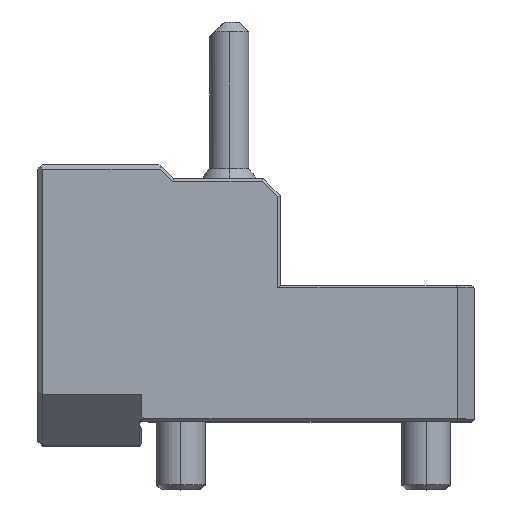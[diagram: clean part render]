
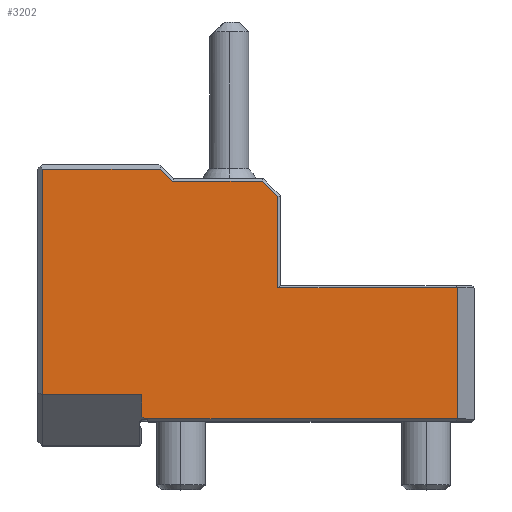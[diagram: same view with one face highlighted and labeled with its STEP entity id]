
A CAD part, top view. The second image highlights one B-rep face of the part: STEP entity #3202.
In plain terms, the highlighted planar face has unit normal (0, 0, 1).
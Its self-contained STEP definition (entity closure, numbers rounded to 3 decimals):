
#58=DIRECTION('',(0.706,-0.708,0.));
#59=VECTOR('',#58,0.706);
#60=CARTESIAN_POINT('',(-33.274,1.005,42.5));
#61=LINE('',#60,#59);
#62=DIRECTION('',(0.,1.,0.));
#63=VECTOR('',#62,4.495);
#64=CARTESIAN_POINT('',(-33.274,1.005,42.5));
#65=LINE('',#64,#63);
#66=DIRECTION('',(1.,0.,0.));
#67=VECTOR('',#66,20.5);
#68=CARTESIAN_POINT('',(-53.774,5.5,42.5));
#69=LINE('',#68,#67);
#70=DIRECTION('',(0.,-1.,0.));
#71=VECTOR('',#70,46.5);
#72=CARTESIAN_POINT('',(-53.774,52.,42.5));
#73=LINE('',#72,#71);
#74=DIRECTION('',(1.,0.,0.));
#75=VECTOR('',#74,24.293);
#76=CARTESIAN_POINT('',(-53.774,52.,42.5));
#77=LINE('',#76,#75);
#78=DIRECTION('',(-0.707,0.707,0.));
#79=VECTOR('',#78,3.536);
#80=CARTESIAN_POINT('',(-26.981,49.5,42.5));
#81=LINE('',#80,#79);
#82=DIRECTION('',(-1.,0.,0.));
#83=VECTOR('',#82,18.5);
#84=CARTESIAN_POINT('',(-8.481,49.5,42.5));
#85=LINE('',#84,#83);
#86=DIRECTION('',(-0.707,0.707,0.));
#87=VECTOR('',#86,4.536);
#88=CARTESIAN_POINT('',(-5.274,46.293,42.5));
#89=LINE('',#88,#87);
#90=DIRECTION('',(0.,1.,0.));
#91=VECTOR('',#90,18.793);
#92=CARTESIAN_POINT('',(-5.274,27.5,42.5));
#93=LINE('',#92,#91);
#94=DIRECTION('',(-1.,0.,0.));
#95=VECTOR('',#94,37.036);
#96=CARTESIAN_POINT('',(31.762,27.5,42.5));
#97=LINE('',#96,#95);
#98=DIRECTION('',(0.,-1.,0.));
#99=VECTOR('',#98,27.);
#100=CARTESIAN_POINT('',(31.762,27.5,42.5));
#101=LINE('',#100,#99);
#102=DIRECTION('',(1.,0.,0.));
#103=VECTOR('',#102,64.441);
#104=CARTESIAN_POINT('',(-32.679,0.5,42.5));
#105=LINE('',#104,#103);
#106=CARTESIAN_POINT('',(-32.779,-0.495,42.5));
#107=DIRECTION('',(0.,0.,-1.));
#108=DIRECTION('',(0.003,1.,0.));
#109=AXIS2_PLACEMENT_3D('',#106,#107,#108);
#162=CARTESIAN_POINT('',(-32.679,0.5,42.5));
#2508=CARTESIAN_POINT('',(-5.274,27.5,42.5));
#2510=VERTEX_POINT('',#2508);
#2519=CARTESIAN_POINT('',(-53.774,52.,42.5));
#2520=VERTEX_POINT('',#2519);
#2586=CARTESIAN_POINT('',(-8.481,49.5,42.5));
#2588=VERTEX_POINT('',#2586);
#2617=CARTESIAN_POINT('',(-26.981,49.5,42.5));
#2618=VERTEX_POINT('',#2617);
#2621=CARTESIAN_POINT('',(-29.481,52.,42.5));
#2623=VERTEX_POINT('',#2621);
#2630=CARTESIAN_POINT('',(-5.274,46.293,42.5));
#2632=VERTEX_POINT('',#2630);
#2681=CARTESIAN_POINT('',(31.762,0.5,42.5));
#2683=VERTEX_POINT('',#2681);
#2697=CARTESIAN_POINT('',(31.762,27.5,42.5));
#2698=VERTEX_POINT('',#2697);
#2756=CARTESIAN_POINT('',(-53.774,5.5,42.5));
#2758=VERTEX_POINT('',#2756);
#2779=CARTESIAN_POINT('',(-33.274,5.5,42.5));
#2780=VERTEX_POINT('',#2779);
#2805=VERTEX_POINT('',#162);
#2817=CARTESIAN_POINT('',(-33.274,1.005,42.5));
#2818=CARTESIAN_POINT('',(-32.776,0.505,42.5));
#2819=VERTEX_POINT('',#2817);
#2820=VERTEX_POINT('',#2818);
#3172=CARTESIAN_POINT('',(-54.774,-5.,42.5));
#3173=DIRECTION('',(0.,0.,1.));
#3174=DIRECTION('',(1.,0.,0.));
#3175=AXIS2_PLACEMENT_3D('',#3172,#3173,#3174);
#3176=PLANE('',#3175);
#3177=ORIENTED_EDGE('',*,*,#3165,.F.);
#3178=ORIENTED_EDGE('',*,*,#3153,.T.);
#3179=ORIENTED_EDGE('',*,*,#3140,.F.);
#3181=ORIENTED_EDGE('',*,*,#3180,.F.);
#3183=ORIENTED_EDGE('',*,*,#3182,.T.);
#3185=ORIENTED_EDGE('',*,*,#3184,.F.);
#3187=ORIENTED_EDGE('',*,*,#3186,.F.);
#3189=ORIENTED_EDGE('',*,*,#3188,.F.);
#3191=ORIENTED_EDGE('',*,*,#3190,.F.);
#3193=ORIENTED_EDGE('',*,*,#3192,.F.);
#3195=ORIENTED_EDGE('',*,*,#3194,.T.);
#3197=ORIENTED_EDGE('',*,*,#3196,.F.);
#3199=ORIENTED_EDGE('',*,*,#3198,.F.);
#3200=EDGE_LOOP('',(#3177,#3178,#3179,#3181,#3183,#3185,#3187,#3189,#3191,#3193,
#3195,#3197,#3199));
#3201=FACE_OUTER_BOUND('',#3200,.F.);
#110=CIRCLE('',#109,1.);
#3140=EDGE_CURVE('',#2758,#2780,#69,.T.);
#3153=EDGE_CURVE('',#2819,#2780,#65,.T.);
#3165=EDGE_CURVE('',#2819,#2820,#61,.T.);
#3180=EDGE_CURVE('',#2520,#2758,#73,.T.);
#3182=EDGE_CURVE('',#2520,#2623,#77,.T.);
#3184=EDGE_CURVE('',#2618,#2623,#81,.T.);
#3186=EDGE_CURVE('',#2588,#2618,#85,.T.);
#3188=EDGE_CURVE('',#2632,#2588,#89,.T.);
#3190=EDGE_CURVE('',#2510,#2632,#93,.T.);
#3192=EDGE_CURVE('',#2698,#2510,#97,.T.);
#3194=EDGE_CURVE('',#2698,#2683,#101,.T.);
#3196=EDGE_CURVE('',#2805,#2683,#105,.T.);
#3198=EDGE_CURVE('',#2820,#2805,#110,.T.);
#3202=ADVANCED_FACE('',(#3201),#3176,.T.);
